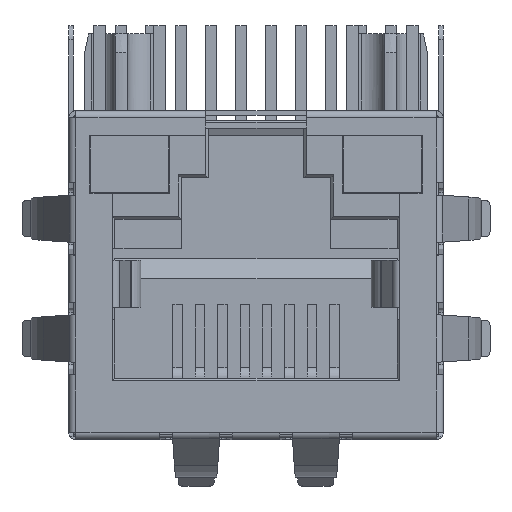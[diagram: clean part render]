
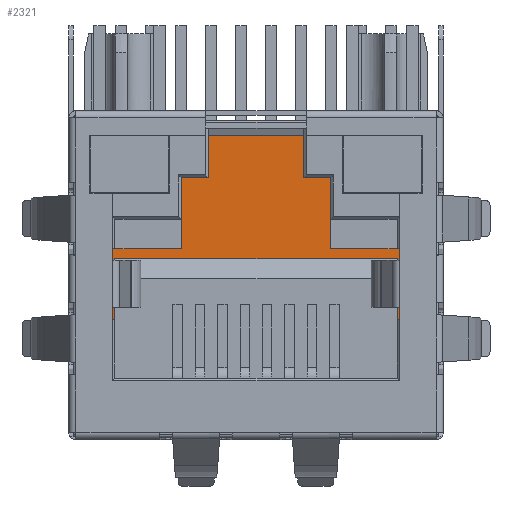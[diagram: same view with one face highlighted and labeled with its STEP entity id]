
A CAD part, front view. The second image highlights one B-rep face of the part: STEP entity #2321.
In plain terms, the highlighted planar face has unit normal (0, -1, 0).
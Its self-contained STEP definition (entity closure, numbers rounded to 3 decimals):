
#2321 = ADVANCED_FACE( '', ( #4690 ), #4691, .T. );
#4690 = FACE_OUTER_BOUND( '', #7583, .T. );
#4691 = PLANE( '', #7584 );
#7583 = EDGE_LOOP( '', ( #14428, #14429, #14430, #14431, #14432, #14433, #14434, #14435, #14436, #14437, #14438, #14439 ) );
#7584 = AXIS2_PLACEMENT_3D( '', #14440, #14441, #14442 );
#14428 = ORIENTED_EDGE( '', *, *, #17294, .T. );
#14429 = ORIENTED_EDGE( '', *, *, #16716, .T. );
#14430 = ORIENTED_EDGE( '', *, *, #16217, .T. );
#14431 = ORIENTED_EDGE( '', *, *, #17053, .T. );
#14432 = ORIENTED_EDGE( '', *, *, #16307, .T. );
#14433 = ORIENTED_EDGE( '', *, *, #16055, .T. );
#14434 = ORIENTED_EDGE( '', *, *, #15589, .T. );
#14435 = ORIENTED_EDGE( '', *, *, #14959, .T. );
#14436 = ORIENTED_EDGE( '', *, *, #17166, .F. );
#14437 = ORIENTED_EDGE( '', *, *, #17066, .F. );
#14438 = ORIENTED_EDGE( '', *, *, #17273, .F. );
#14439 = ORIENTED_EDGE( '', *, *, #15910, .T. );
#14440 = CARTESIAN_POINT( '', ( -5.98, 0.46, -4.225 ) );
#14441 = DIRECTION( '', ( 0., -1., 0. ) );
#14442 = DIRECTION( '', ( 0., 0., -1. ) );
#14959 = EDGE_CURVE( '', #17939, #17937, #17940, .T. );
#15589 = EDGE_CURVE( '', #18970, #17939, #18971, .T. );
#15910 = EDGE_CURVE( '', #19457, #19458, #19459, .T. );
#16055 = EDGE_CURVE( '', #19678, #18970, #19679, .T. );
#16217 = EDGE_CURVE( '', #19905, #19903, #19906, .T. );
#16307 = EDGE_CURVE( '', #20031, #19678, #20032, .T. );
#16716 = EDGE_CURVE( '', #20561, #19905, #20562, .T. );
#17053 = EDGE_CURVE( '', #19903, #20031, #20967, .T. );
#17066 = EDGE_CURVE( '', #20980, #20982, #20983, .T. );
#17166 = EDGE_CURVE( '', #20982, #17937, #21096, .T. );
#17273 = EDGE_CURVE( '', #19457, #20980, #21209, .T. );
#17294 = EDGE_CURVE( '', #19458, #20561, #21231, .T. );
#17937 = VERTEX_POINT( '', #22248 );
#17939 = VERTEX_POINT( '', #22251 );
#17940 = LINE( '', #22252, #22253 );
#18970 = VERTEX_POINT( '', #23889 );
#18971 = LINE( '', #23890, #23891 );
#19457 = VERTEX_POINT( '', #24667 );
#19458 = VERTEX_POINT( '', #24668 );
#19459 = LINE( '', #24669, #24670 );
#19678 = VERTEX_POINT( '', #24988 );
#19679 = LINE( '', #24989, #24990 );
#19903 = VERTEX_POINT( '', #25328 );
#19905 = VERTEX_POINT( '', #25331 );
#19906 = LINE( '', #25332, #25333 );
#20031 = VERTEX_POINT( '', #25549 );
#20032 = LINE( '', #25550, #25551 );
#20561 = VERTEX_POINT( '', #26472 );
#20562 = LINE( '', #26473, #26474 );
#20967 = LINE( '', #27146, #27147 );
#20980 = VERTEX_POINT( '', #27165 );
#20982 = VERTEX_POINT( '', #27168 );
#20983 = LINE( '', #27169, #27170 );
#21096 = LINE( '', #27374, #27375 );
#21209 = LINE( '', #27542, #27543 );
#21231 = LINE( '', #27575, #27576 );
#22248 = CARTESIAN_POINT( '', ( -5.98, 0.46, 0.85 ) );
#22251 = CARTESIAN_POINT( '', ( -5.98, 0.46, -1.725 ) );
#22252 = CARTESIAN_POINT( '', ( -5.98, 0.46, -1.725 ) );
#22253 = VECTOR( '', #27960, 1000. );
#23889 = CARTESIAN_POINT( '', ( -6.74, 0.46, -1.725 ) );
#23890 = CARTESIAN_POINT( '', ( -6.74, 0.46, -1.725 ) );
#23891 = VECTOR( '', #28538, 1000. );
#24667 = CARTESIAN_POINT( '', ( 6.74, 0.46, -1.725 ) );
#24668 = CARTESIAN_POINT( '', ( 6.74, 0.46, 1.275 ) );
#24669 = CARTESIAN_POINT( '', ( 6.74, 0.46, -1.725 ) );
#24670 = VECTOR( '', #28835, 1000. );
#24988 = CARTESIAN_POINT( '', ( -6.74, 0.46, 1.275 ) );
#24989 = CARTESIAN_POINT( '', ( -6.74, 0.46, 1.275 ) );
#24990 = VECTOR( '', #28985, 1000. );
#25328 = CARTESIAN_POINT( '', ( -3.175, 0.46, 6.075 ) );
#25331 = CARTESIAN_POINT( '', ( 3.175, 0.46, 6.075 ) );
#25332 = CARTESIAN_POINT( '', ( 2.03, 0.46, 6.075 ) );
#25333 = VECTOR( '', #29143, 1000. );
#25549 = CARTESIAN_POINT( '', ( -3.175, 0.46, 1.275 ) );
#25550 = CARTESIAN_POINT( '', ( -5.98, 0.46, 1.275 ) );
#25551 = VECTOR( '', #29227, 1000. );
#26472 = CARTESIAN_POINT( '', ( 3.175, 0.46, 1.275 ) );
#26473 = CARTESIAN_POINT( '', ( 3.175, 0.46, 2.525 ) );
#26474 = VECTOR( '', #29521, 1000. );
#27146 = CARTESIAN_POINT( '', ( -3.175, 0.46, 4.3 ) );
#27147 = VECTOR( '', #29764, 1000. );
#27165 = CARTESIAN_POINT( '', ( 5.98, 0.46, -1.725 ) );
#27168 = CARTESIAN_POINT( '', ( 5.98, 0.46, 0.85 ) );
#27169 = CARTESIAN_POINT( '', ( 5.98, 0.46, -1.725 ) );
#27170 = VECTOR( '', #29774, 1000. );
#27374 = CARTESIAN_POINT( '', ( -5.98, 0.46, 0.85 ) );
#27375 = VECTOR( '', #29836, 1000. );
#27542 = CARTESIAN_POINT( '', ( 6.74, 0.46, -1.725 ) );
#27543 = VECTOR( '', #29901, 1000. );
#27575 = CARTESIAN_POINT( '', ( 6.74, 0.46, 1.275 ) );
#27576 = VECTOR( '', #29912, 1000. );
#27960 = DIRECTION( '', ( 0., 0., 1. ) );
#28538 = DIRECTION( '', ( 1., 0., 0. ) );
#28835 = DIRECTION( '', ( 0., 0., 1. ) );
#28985 = DIRECTION( '', ( 0., 0., -1. ) );
#29143 = DIRECTION( '', ( -1., 0., 0. ) );
#29227 = DIRECTION( '', ( -1., 0., 0. ) );
#29521 = DIRECTION( '', ( 0., 0., 1. ) );
#29764 = DIRECTION( '', ( 0., 0., -1. ) );
#29774 = DIRECTION( '', ( 0., 0., 1. ) );
#29836 = DIRECTION( '', ( -1., 0., 0. ) );
#29901 = DIRECTION( '', ( -1., 0., 0. ) );
#29912 = DIRECTION( '', ( -1., 0., 0. ) );
